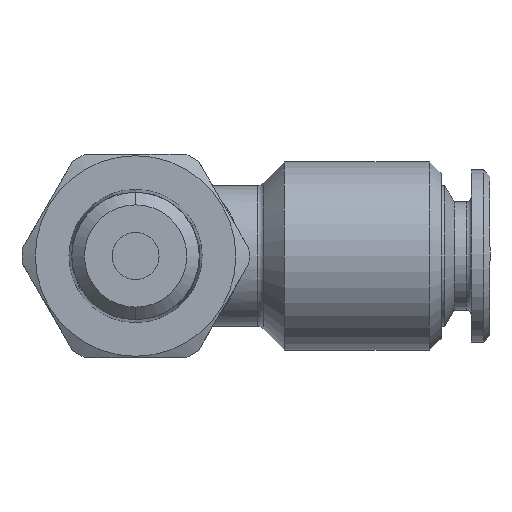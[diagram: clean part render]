
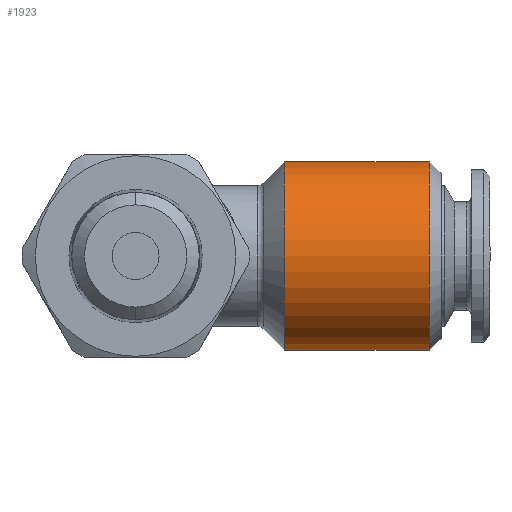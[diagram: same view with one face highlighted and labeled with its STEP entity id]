
A CAD part, front view. The second image highlights one B-rep face of the part: STEP entity #1923.
In plain terms, the highlighted cylindrical face has radius 6 mm (diameter 12 mm), a partial arc.
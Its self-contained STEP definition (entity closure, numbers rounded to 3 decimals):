
#458 = LINE ( 'NONE', #483, #534 ) ;
#483 = CARTESIAN_POINT ( 'NONE',  ( -6.474, 0., -6. ) ) ;
#496 = CARTESIAN_POINT ( 'NONE',  ( 9.5, 0., 0. ) ) ;
#516 = DIRECTION ( 'NONE',  ( 0., 0., -1. ) ) ;
#517 = DIRECTION ( 'NONE',  ( 1., 0., 0. ) ) ;
#518 = AXIS2_PLACEMENT_3D ( 'NONE', #496, #517, #516 ) ;
#533 = DIRECTION ( 'NONE',  ( -1., 0., 0. ) ) ;
#534 = VECTOR ( 'NONE', #533, 1000. ) ;
#556 = CIRCLE ( 'NONE', #518, 6. ) ;
#912 = CARTESIAN_POINT ( 'NONE',  ( 9.5, 0., 6. ) ) ;
#995 = CARTESIAN_POINT ( 'NONE',  ( 9.5, 0., -6. ) ) ;
#1082 = DIRECTION ( 'NONE',  ( -1., 0., 0. ) ) ;
#1083 = VECTOR ( 'NONE', #1082, 1000. ) ;
#1084 = CARTESIAN_POINT ( 'NONE',  ( -6.474, 0., 6. ) ) ;
#1085 = LINE ( 'NONE', #1084, #1083 ) ;
#1110 = CARTESIAN_POINT ( 'NONE',  ( 18.75, 0., -6. ) ) ;
#1117 = CARTESIAN_POINT ( 'NONE',  ( 18.75, 0., 6. ) ) ;
#1354 = CARTESIAN_POINT ( 'NONE',  ( 18.75, 0., 0. ) ) ;
#1355 = CIRCLE ( 'NONE', #1360, 6. ) ;
#1356 = FACE_OUTER_BOUND ( 'NONE', #1899, .T. ) ;
#1358 = DIRECTION ( 'NONE',  ( 0., 0., 1. ) ) ;
#1359 = DIRECTION ( 'NONE',  ( -1., 0., 0. ) ) ;
#1360 = AXIS2_PLACEMENT_3D ( 'NONE', #1354, #1359, #1358 ) ;
#1361 = CYLINDRICAL_SURFACE ( 'NONE', #1369, 6. ) ;
#1363 = DIRECTION ( 'NONE',  ( -1., 0., 0. ) ) ;
#1364 = CARTESIAN_POINT ( 'NONE',  ( -6.474, 0., 0. ) ) ;
#1368 = DIRECTION ( 'NONE',  ( 0., 0., 1. ) ) ;
#1369 = AXIS2_PLACEMENT_3D ( 'NONE', #1364, #1363, #1368 ) ;
#1812 = EDGE_CURVE ( 'NONE', #2134, #2166, #556, .T. ) ;
#1899 = EDGE_LOOP ( 'NONE', ( #1925, #1918, #1920, #1944 ) ) ;
#1918 = ORIENTED_EDGE ( 'NONE', *, *, #1919, .T. ) ;
#1919 = EDGE_CURVE ( 'NONE', #2237, #2236, #1355, .T. ) ;
#1920 = ORIENTED_EDGE ( 'NONE', *, *, #2221, .T. ) ;
#1923 = ADVANCED_FACE ( 'NONE', ( #1356 ), #1361, .T. ) ;
#1925 = ORIENTED_EDGE ( 'NONE', *, *, #2168, .F. ) ;
#1944 = ORIENTED_EDGE ( 'NONE', *, *, #1812, .T. ) ;
#2134 = VERTEX_POINT ( 'NONE', #912 ) ;
#2166 = VERTEX_POINT ( 'NONE', #995 ) ;
#2168 = EDGE_CURVE ( 'NONE', #2237, #2166, #458, .T. ) ;
#2221 = EDGE_CURVE ( 'NONE', #2236, #2134, #1085, .T. ) ;
#2236 = VERTEX_POINT ( 'NONE', #1117 ) ;
#2237 = VERTEX_POINT ( 'NONE', #1110 ) ;
